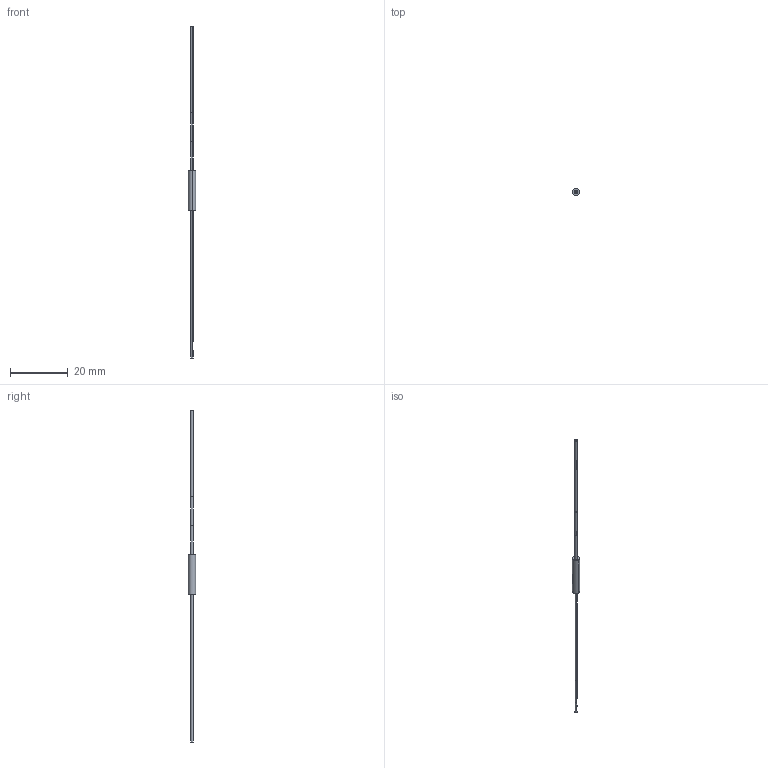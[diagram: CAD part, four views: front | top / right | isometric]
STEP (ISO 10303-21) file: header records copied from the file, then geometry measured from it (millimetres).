
FILE_DESCRIPTION((''),'2;1');
FILE_NAME('193377_ASM','2021-11-23T09:52:54',('PDMAdmin'),('BANNER ENGINEERING'),'CREO PARAMETRIC BY PTC INC, 2019292','CREO PARAMETRIC BY PTC INC, 2019292','');
FILE_SCHEMA(('CONFIG_CONTROL_DESIGN'));
Length unit declared in the file: inch
Products named in the file (6): 34824; 34648; 10141; FIBER_CORE_-5_45_DEG; 35041_ASM; 193377_ASM
Assembly tree (5 placements, depth 3):
  193377_ASM
    35041_ASM
      34824
      34648
      10141
      FIBER_CORE_-5_45_DEG
Bounding box: 2.54 x 2.54 x 114.97 mm (x, y, z)
Volume: 118 mm3; surface area: 682.7 mm2
Topology: 4 solids, 5 shells, 44 faces, 90 edges, 52 vertices
Faces by surface type: cylinder 24, plane 12, cone 4, bspline 4
Entity records: 1519 total; most frequent: CARTESIAN_POINT 409, DIRECTION 244, ORIENTED_EDGE 176, AXIS2_PLACEMENT_3D 103, EDGE_CURVE 90, VERTEX_POINT 52, EDGE_LOOP 48, CIRCLE 46
